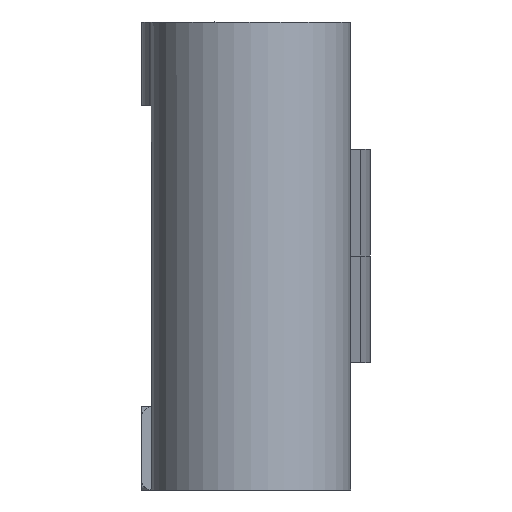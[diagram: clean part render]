
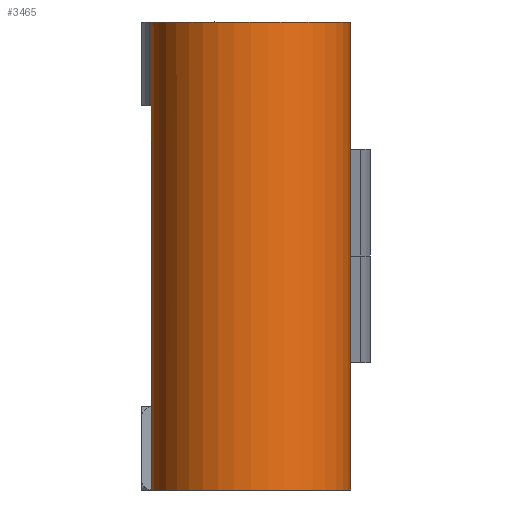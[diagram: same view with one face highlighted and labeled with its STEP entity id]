
A CAD part, left-side view. The second image highlights one B-rep face of the part: STEP entity #3465.
In plain terms, the highlighted cylindrical face has radius 9.6 mm (diameter 19.2 mm), a partial arc.
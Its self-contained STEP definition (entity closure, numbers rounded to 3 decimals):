
#309=FACE_OUTER_BOUND('',#498,.T.);
#498=EDGE_LOOP('',(#3050,#3051,#3052,#3053,#3054,#3055));
#737=LINE('',#5794,#1059);
#746=LINE('',#5855,#1068);
#808=LINE('',#6053,#1130);
#1059=VECTOR('',#4432,10.);
#1068=VECTOR('',#4481,10.);
#1130=VECTOR('',#4717,10.);
#1208=CIRCLE('',#3556,9.6);
#1221=CIRCLE('',#3578,9.6);
#1247=CIRCLE('',#3625,9.6);
#1415=VERTEX_POINT('',#5078);
#1416=VERTEX_POINT('',#5080);
#1447=VERTEX_POINT('',#5156);
#1448=VERTEX_POINT('',#5158);
#1496=VERTEX_POINT('',#5425);
#1497=VERTEX_POINT('',#5427);
#1767=EDGE_CURVE('',#1415,#1416,#1208,.T.);
#1806=EDGE_CURVE('',#1447,#1448,#1221,.T.);
#1875=EDGE_CURVE('',#1497,#1496,#1247,.T.);
#2015=EDGE_CURVE('',#1448,#1496,#737,.T.);
#2036=EDGE_CURVE('',#1497,#1415,#746,.T.);
#2133=EDGE_CURVE('',#1447,#1416,#808,.T.);
#3050=ORIENTED_EDGE('',*,*,#2015,.F.);
#3051=ORIENTED_EDGE('',*,*,#1806,.F.);
#3052=ORIENTED_EDGE('',*,*,#2133,.T.);
#3053=ORIENTED_EDGE('',*,*,#1767,.F.);
#3054=ORIENTED_EDGE('',*,*,#2036,.F.);
#3055=ORIENTED_EDGE('',*,*,#1875,.T.);
#3313=CYLINDRICAL_SURFACE('',#3813,9.6);
#3465=ADVANCED_FACE('',(#309),#3313,.T.);
#3556=AXIS2_PLACEMENT_3D('',#5081,#3983,#3984);
#3578=AXIS2_PLACEMENT_3D('',#5159,#4051,#4052);
#3625=AXIS2_PLACEMENT_3D('',#5428,#4179,#4180);
#3813=AXIS2_PLACEMENT_3D('',#6054,#4718,#4719);
#3983=DIRECTION('center_axis',(0.,0.,1.));
#3984=DIRECTION('ref_axis',(-1.,0.,0.));
#4051=DIRECTION('center_axis',(0.,0.,-1.));
#4052=DIRECTION('ref_axis',(-1.,0.,0.));
#4179=DIRECTION('center_axis',(0.,0.,-1.));
#4180=DIRECTION('ref_axis',(-1.,0.,0.));
#4432=DIRECTION('',(0.,0.,1.));
#4481=DIRECTION('',(0.,0.,1.));
#4717=DIRECTION('',(0.,0.,1.));
#4718=DIRECTION('center_axis',(0.,0.,1.));
#4719=DIRECTION('ref_axis',(-1.,0.,0.));
#5078=CARTESIAN_POINT('',(-17.468,8.653,22.5));
#5080=CARTESIAN_POINT('',(-22.125,-9.587,22.5));
#5081=CARTESIAN_POINT('Origin',(-21.625,0.,22.5));
#5156=CARTESIAN_POINT('',(-22.125,-9.587,-22.5));
#5158=CARTESIAN_POINT('',(-12.988,4.19,-22.5));
#5159=CARTESIAN_POINT('Origin',(-21.625,0.,-22.5));
#5425=CARTESIAN_POINT('',(-12.988,4.19,14.5));
#5427=CARTESIAN_POINT('',(-17.468,8.653,14.5));
#5428=CARTESIAN_POINT('Origin',(-21.625,0.,14.5));
#5794=CARTESIAN_POINT('',(-12.988,4.19,0.));
#5855=CARTESIAN_POINT('',(-17.468,8.653,0.));
#6053=CARTESIAN_POINT('',(-22.125,-9.587,0.));
#6054=CARTESIAN_POINT('Origin',(-21.625,0.,0.));
